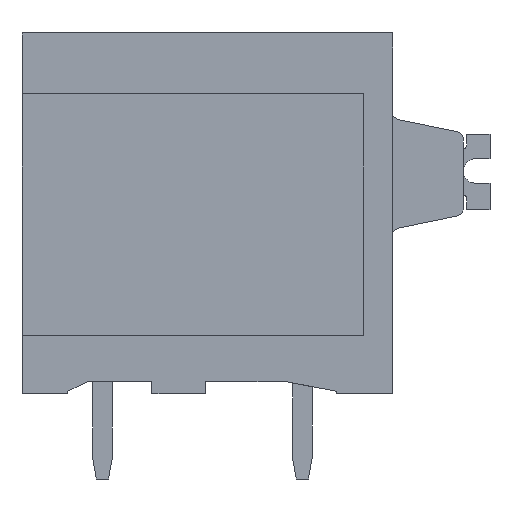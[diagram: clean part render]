
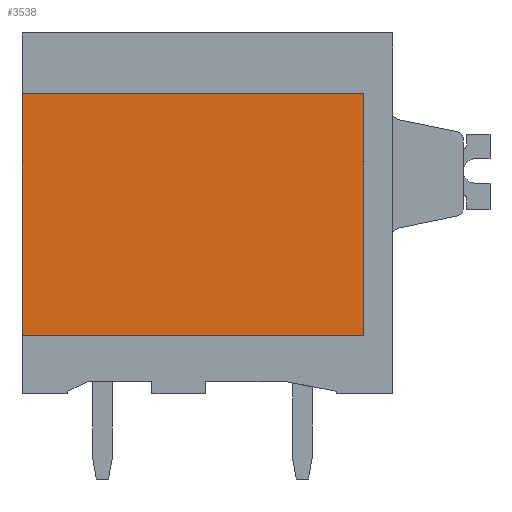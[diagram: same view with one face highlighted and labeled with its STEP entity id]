
A CAD part, left-side view. The second image highlights one B-rep face of the part: STEP entity #3538.
In plain terms, the highlighted planar face has unit normal (-1, 0, 0).
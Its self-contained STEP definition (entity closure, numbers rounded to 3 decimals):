
#3530=AXIS2_PLACEMENT_3D('Plane Axis2P3D',#3527,#3528,#3529) ;
#3067=CARTESIAN_POINT('Vertex',(1.1,19.2,5.9)) ;
#3070=CARTESIAN_POINT('Line Origine',(1.1,19.2,10.85)) ;
#3074=CARTESIAN_POINT('Vertex',(1.1,19.2,15.8)) ;
#3467=CARTESIAN_POINT('Line Origine',(1.1,12.2,15.8)) ;
#3471=CARTESIAN_POINT('Vertex',(1.1,5.2,15.8)) ;
#3491=CARTESIAN_POINT('Line Origine',(1.1,5.2,10.85)) ;
#3495=CARTESIAN_POINT('Vertex',(1.1,5.2,5.9)) ;
#3515=CARTESIAN_POINT('Line Origine',(1.1,12.2,5.9)) ;
#3527=CARTESIAN_POINT('Axis2P3D Location',(1.1,0.,0.)) ;
#3071=DIRECTION('Vector Direction',(0.,0.,1.)) ;
#3468=DIRECTION('Vector Direction',(0.,1.,0.)) ;
#3492=DIRECTION('Vector Direction',(0.,0.,1.)) ;
#3516=DIRECTION('Vector Direction',(0.,1.,0.)) ;
#3528=DIRECTION('Axis2P3D Direction',(-1.,0.,0.)) ;
#3529=DIRECTION('Axis2P3D XDirection',(0.,-1.,0.)) ;
#3072=VECTOR('Line Direction',#3071,1.) ;
#3469=VECTOR('Line Direction',#3468,1.) ;
#3493=VECTOR('Line Direction',#3492,1.) ;
#3517=VECTOR('Line Direction',#3516,1.) ;
#3533=ORIENTED_EDGE('',*,*,#3519,.F.) ;
#3534=ORIENTED_EDGE('',*,*,#3497,.T.) ;
#3535=ORIENTED_EDGE('',*,*,#3473,.T.) ;
#3536=ORIENTED_EDGE('',*,*,#3076,.F.) ;
#3538=ADVANCED_FACE('housing left',(#3537),#3531,.T.) ;
#3076=EDGE_CURVE('',#3068,#3075,#3073,.T.) ;
#3473=EDGE_CURVE('',#3472,#3075,#3470,.T.) ;
#3497=EDGE_CURVE('',#3496,#3472,#3494,.T.) ;
#3519=EDGE_CURVE('',#3496,#3068,#3518,.T.) ;
#3532=EDGE_LOOP('',(#3533,#3534,#3535,#3536)) ;
#3537=FACE_OUTER_BOUND('',#3532,.T.) ;
#3073=LINE('Line',#3070,#3072) ;
#3470=LINE('Line',#3467,#3469) ;
#3494=LINE('Line',#3491,#3493) ;
#3518=LINE('Line',#3515,#3517) ;
#3531=PLANE('',#3530) ;
#3068=VERTEX_POINT('',#3067) ;
#3075=VERTEX_POINT('',#3074) ;
#3472=VERTEX_POINT('',#3471) ;
#3496=VERTEX_POINT('',#3495) ;
